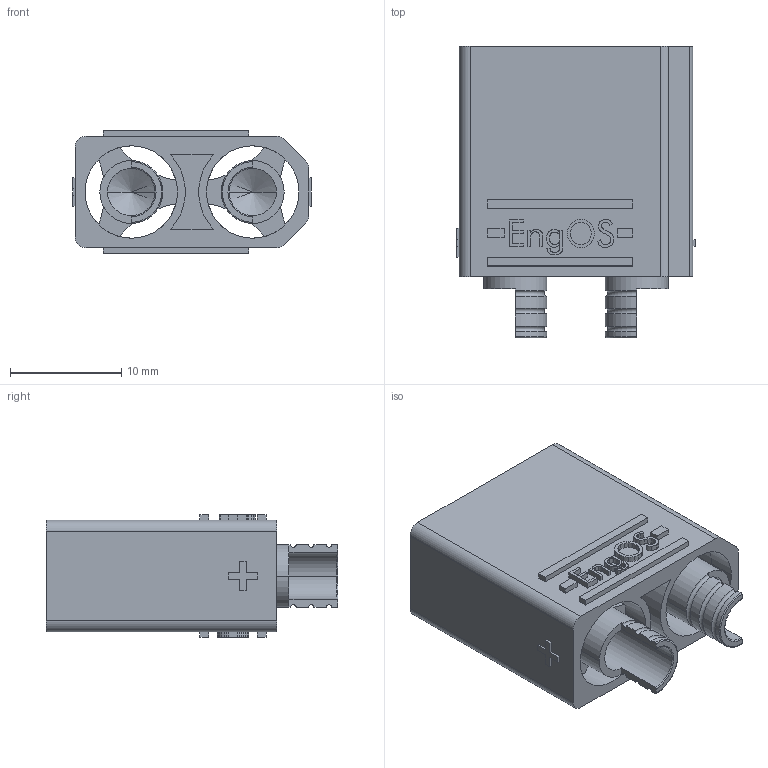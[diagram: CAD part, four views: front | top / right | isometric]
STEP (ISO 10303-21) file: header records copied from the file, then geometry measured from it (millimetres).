
FILE_DESCRIPTION((''),'2;1');
FILE_NAME('XT90_MALE_ASM','2014-08-28T',('Stef'),(''),'PRO/ENGINEER BY PARAMETRIC TECHNOLOGY CORPORATION, 2013320','PRO/ENGINEER BY PARAMETRIC TECHNOLOGY CORPORATION, 2013320','');
FILE_SCHEMA(('CONFIG_CONTROL_DESIGN'));
Length unit declared in the file: millimetre
Products named in the file (3): XT90_MALE; XT90_MALE_PIN; XT90_MALE_ASM
Assembly tree (3 placements, depth 2):
  XT90_MALE_ASM
    XT90_MALE
    XT90_MALE_PIN  x2
Bounding box: 21.4 x 26.2 x 11 mm (x, y, z)
Volume: 1852.4 mm3; surface area: 4171.3 mm2
Topology: 3 solids, 3 shells, 496 faces, 1365 edges, 904 vertices
Faces by surface type: plane 283, extrusion 97, cylinder 82, torus 22, cone 12
Entity records: 14778 total; most frequent: CARTESIAN_POINT 3768, ORIENTED_EDGE 2426, DIRECTION 1916, EDGE_CURVE 1213, VECTOR 948, LINE 851, VERTEX_POINT 807, AXIS2_PLACEMENT_3D 484
